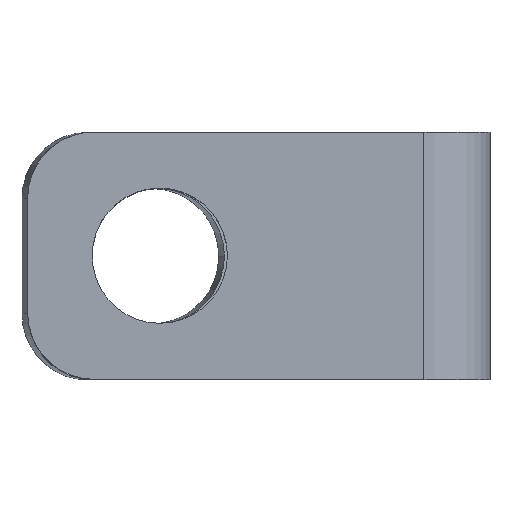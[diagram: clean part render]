
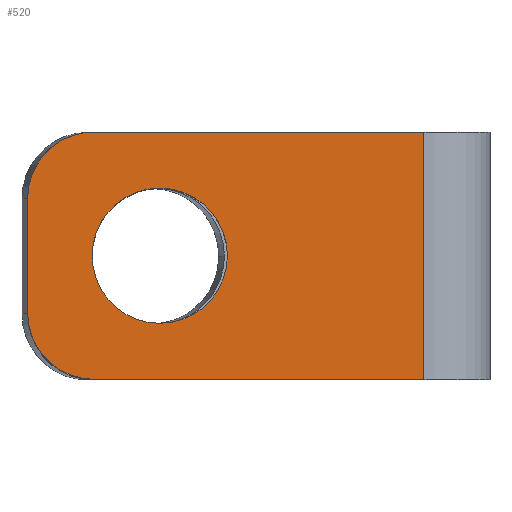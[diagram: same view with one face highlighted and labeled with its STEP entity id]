
A CAD part, top view. The second image highlights one B-rep face of the part: STEP entity #520.
In plain terms, the highlighted planar face has unit normal (0, 0, 1).
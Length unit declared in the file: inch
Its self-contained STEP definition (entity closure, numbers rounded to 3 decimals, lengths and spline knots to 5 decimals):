
#76=CARTESIAN_POINT('',(0.128,0.0,0.406));
#77=VERTEX_POINT('',#76);
#86=CARTESIAN_POINT('',(-0.128,0.,0.406));
#87=VERTEX_POINT('',#86);
#88=CARTESIAN_POINT('',(0.0,0.0,0.406));
#89=DIRECTION('',(0.0,0.0,-1.0));
#90=DIRECTION('',(1.0,0.0,0.0));
#91=AXIS2_PLACEMENT_3D('',#88,#89,#90);
#92=CIRCLE('',#91,0.128);
#93=EDGE_CURVE('',#87,#77,#92,.T.);
#419=CARTESIAN_POINT('',(0.0,0.0,0.406));
#420=DIRECTION('',(0.0,0.0,-1.0));
#421=DIRECTION('',(1.0,0.0,0.0));
#422=AXIS2_PLACEMENT_3D('',#419,#420,#421);
#423=CIRCLE('',#422,0.128);
#424=EDGE_CURVE('',#77,#87,#423,.T.);
#443=CARTESIAN_POINT('',(-0.25,0.109,0.406));
#444=VERTEX_POINT('',#443);
#451=CARTESIAN_POINT('',(-0.125,0.234,0.406));
#452=VERTEX_POINT('',#451);
#453=CARTESIAN_POINT('',(-0.125,0.109,0.406));
#454=DIRECTION('',(0.0,0.0,-1.0));
#455=DIRECTION('',(-0.707,0.707,0.0));
#456=AXIS2_PLACEMENT_3D('',#453,#454,#455);
#457=CIRCLE('',#456,0.125);
#458=EDGE_CURVE('',#444,#452,#457,.T.);
#469=CARTESIAN_POINT('',(0.5,-0.234,0.406));
#470=DIRECTION('',(0.0,0.0,1.0));
#471=DIRECTION('',(1.0,0.0,0.0));
#472=AXIS2_PLACEMENT_3D('',#469,#470,#471);
#473=PLANE('',#472);
#474=ORIENTED_EDGE('',*,*,#458,.F.);
#475=CARTESIAN_POINT('',(-0.25,-0.109,0.406));
#476=VERTEX_POINT('',#475);
#477=CARTESIAN_POINT('',(-0.25,-0.109,0.406));
#478=DIRECTION('',(0.0,1.0,0.0));
#479=VECTOR('',#478,0.218);
#480=LINE('',#477,#479);
#481=EDGE_CURVE('',#476,#444,#480,.T.);
#482=ORIENTED_EDGE('',*,*,#481,.F.);
#483=CARTESIAN_POINT('',(-0.125,-0.234,0.406));
#484=VERTEX_POINT('',#483);
#485=CARTESIAN_POINT('',(-0.125,-0.109,0.406));
#486=DIRECTION('',(0.0,0.0,-1.0));
#487=DIRECTION('',(-0.707,-0.707,0.0));
#488=AXIS2_PLACEMENT_3D('',#485,#486,#487);
#489=CIRCLE('',#488,0.125);
#490=EDGE_CURVE('',#484,#476,#489,.T.);
#491=ORIENTED_EDGE('',*,*,#490,.F.);
#492=CARTESIAN_POINT('',(0.5,-0.234,0.406));
#493=VERTEX_POINT('',#492);
#494=CARTESIAN_POINT('',(0.5,-0.234,0.406));
#495=DIRECTION('',(-1.0,0.0,0.0));
#496=VECTOR('',#495,0.625);
#497=LINE('',#494,#496);
#498=EDGE_CURVE('',#493,#484,#497,.T.);
#499=ORIENTED_EDGE('',*,*,#498,.F.);
#500=CARTESIAN_POINT('',(0.5,0.234,0.406));
#501=VERTEX_POINT('',#500);
#502=CARTESIAN_POINT('',(0.5,-0.234,0.406));
#503=DIRECTION('',(0.0,1.0,0.0));
#504=VECTOR('',#503,0.468);
#505=LINE('',#502,#504);
#506=EDGE_CURVE('',#493,#501,#505,.T.);
#507=ORIENTED_EDGE('',*,*,#506,.T.);
#508=CARTESIAN_POINT('',(0.5,0.234,0.406));
#509=DIRECTION('',(-1.0,0.0,0.0));
#510=VECTOR('',#509,0.625);
#511=LINE('',#508,#510);
#512=EDGE_CURVE('',#501,#452,#511,.T.);
#513=ORIENTED_EDGE('',*,*,#512,.T.);
#514=EDGE_LOOP('',(#474,#482,#491,#499,#507,#513));
#515=FACE_OUTER_BOUND('',#514,.T.);
#516=ORIENTED_EDGE('',*,*,#424,.T.);
#517=ORIENTED_EDGE('',*,*,#93,.T.);
#518=EDGE_LOOP('',(#516,#517));
#519=FACE_BOUND('',#518,.T.);
#520=ADVANCED_FACE('',(#515,#519),#473,.T.);
